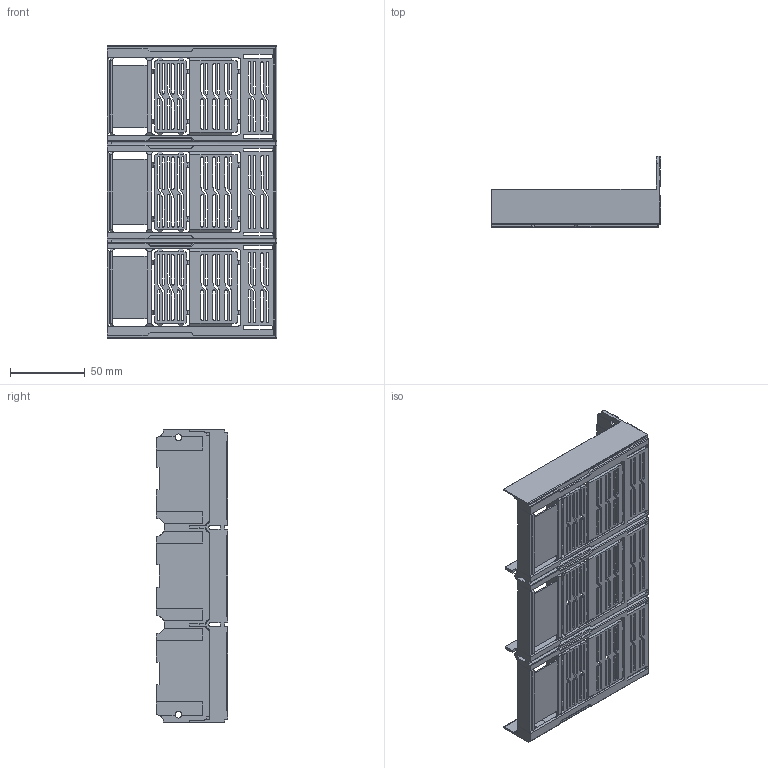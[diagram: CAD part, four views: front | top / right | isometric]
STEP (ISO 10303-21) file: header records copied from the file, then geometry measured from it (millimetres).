
FILE_DESCRIPTION((''),'2;1');
FILE_NAME('8300M0101117','2021-09-16T08:53:42',('zhxmin'),(''),'CREO PARAMETRIC BY PTC INC, 2018020','CREO PARAMETRIC BY PTC INC, 2018020','');
FILE_SCHEMA(('CONFIG_CONTROL_DESIGN','SHAPE_APPEARANCE_LAYERS_GROUPS'));
Length unit declared in the file: millimetre
Products named in the file (1): 8300M0101117
Bounding box: 113 x 47.5 x 195 mm (x, y, z)
Volume: 80876.5 mm3; surface area: 101399.5 mm2
Topology: 1 solids, 1 shells, 1194 faces, 3900 edges, 2633 vertices
Faces by surface type: plane 706, cylinder 442, torus 26, sphere 20
Entity records: 52526 total; most frequent: CARTESIAN_POINT 8774, ORIENTED_EDGE 7764, DIRECTION 7311, EDGE_CURVE 3882, VECTOR 2645, LINE 2645, VERTEX_POINT 2633, AXIS2_PLACEMENT_3D 2333
